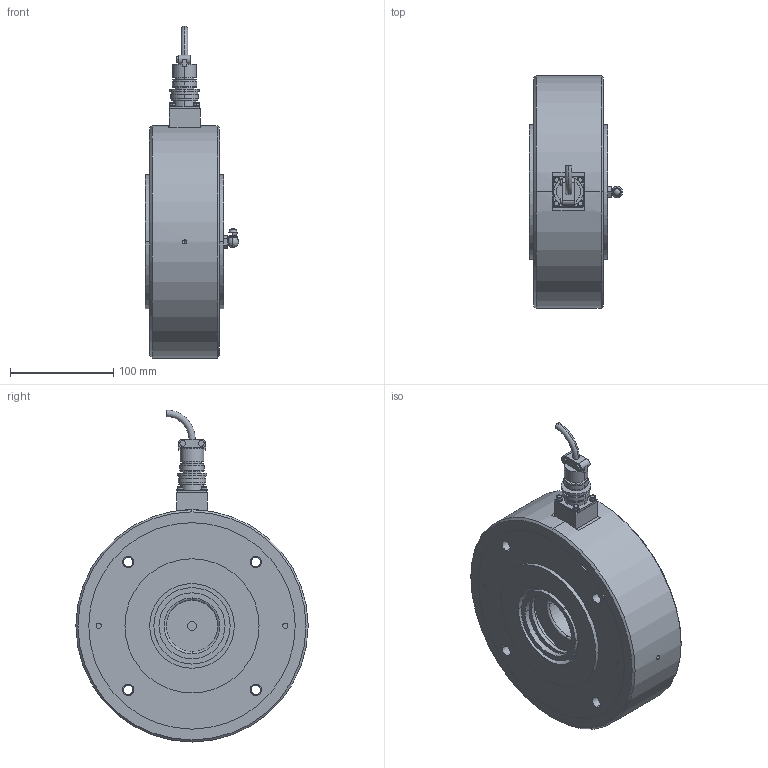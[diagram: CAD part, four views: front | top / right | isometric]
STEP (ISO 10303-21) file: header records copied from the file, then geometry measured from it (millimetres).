
FILE_DESCRIPTION((''),'2;1');
FILE_NAME('50054.stp','2007-01-12T17:33:50',(''),(''),'Mechanical Desktop 2007','Mechanical Desktop 2007',', , ');
FILE_SCHEMA(('CONFIG_CONTROL_DESIGN'));
Length unit declared in the file: millimetre
Products named in the file (28): L50054; L4765504; TEIL1A; L49152; TEIL1AAA; L49026; TEIL1AAAA; I-6KT_SCHRAUBE_M6X60A; I-6KT_SCHRAUBE_M6X60; I-6KT_SCHRAUBE_M3X25; I-6KT_SCHRAUBE_M3X25A; FEDERRING_M3A; FEDERRING_M3; V_RING_V65AA; V_RING_V65A; FLANSCHDOSE_14S-2P_4-POLIGA; FLANSCHDOSE_14S-2P_4-POLIG; PENDELKUGELLAGER_1310TV; PENDELKUGELLAGER_1310TVA; SICHERUNGSRING_J110A; SICHERUNGSRING_J110; L4340402; TEIL1; L49380; TEIL1AA; SCHMIERNIPPEL_M10_A3; SCHMIERNIPPEL_M10_A3A; RM_SDB
Assembly tree (37 placements, depth 3):
  L50054
    L4765504
      TEIL1A
    L49152
      TEIL1AAA
    L49026
      TEIL1AAAA
    I-6KT_SCHRAUBE_M6X60A  x2
      I-6KT_SCHRAUBE_M6X60
    I-6KT_SCHRAUBE_M3X25  x4
      I-6KT_SCHRAUBE_M3X25A
    FEDERRING_M3A  x4
      FEDERRING_M3
    V_RING_V65AA
      V_RING_V65A
    FLANSCHDOSE_14S-2P_4-POLIGA
      FLANSCHDOSE_14S-2P_4-POLIG
    PENDELKUGELLAGER_1310TV
      PENDELKUGELLAGER_1310TVA
    SICHERUNGSRING_J110A
      SICHERUNGSRING_J110
    L4340402  x2
      TEIL1
    L49380
      TEIL1AA
    SCHMIERNIPPEL_M10_A3
      SCHMIERNIPPEL_M10_A3A
    RM_SDB  x3
Bounding box: 90.36 x 225 x 321.65 mm (x, y, z)
Volume: 2406606.7 mm3; surface area: 392189.8 mm2
Topology: 21 solids, 21 shells, 426 faces, 1014 edges, 667 vertices
Faces by surface type: cylinder 238, plane 122, cone 36, torus 22, bspline 4, sphere 4
Entity records: 11130 total; most frequent: CARTESIAN_POINT 2107, DIRECTION 2037, ORIENTED_EDGE 1604, AXIS2_PLACEMENT_3D 865, EDGE_CURVE 802, VERTEX_POINT 533, CIRCLE 491, EDGE_LOOP 467
